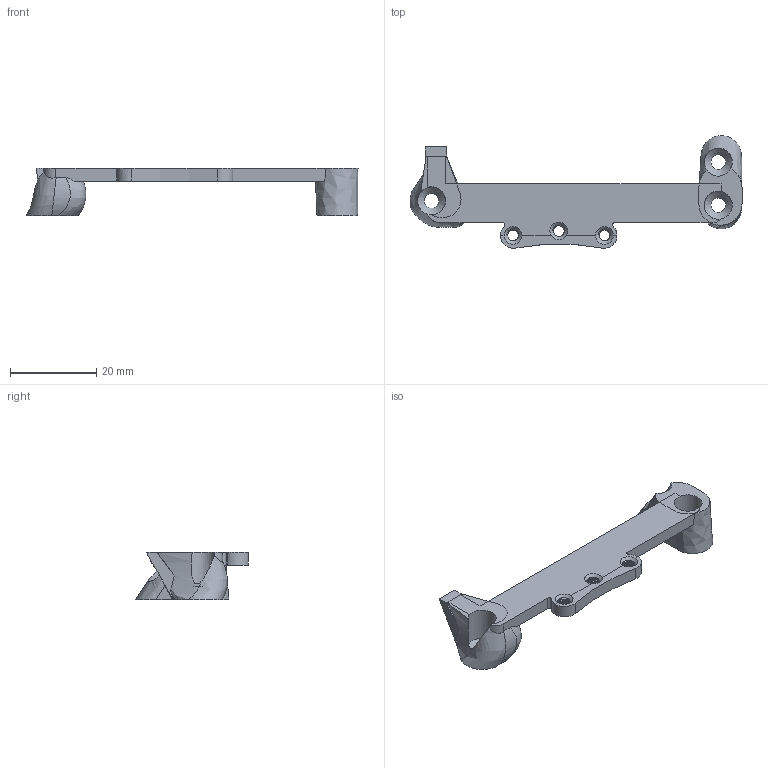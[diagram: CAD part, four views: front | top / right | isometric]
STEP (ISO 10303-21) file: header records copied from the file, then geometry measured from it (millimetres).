
FILE_DESCRIPTION(('FreeCAD Model'),'2;1');
FILE_NAME('Open CASCADE Shape Model','2023-05-13T10:05:44',(''),(''), 'Open CASCADE STEP processor 7.6','FreeCAD','Unknown');
FILE_SCHEMA(('AUTOMOTIVE_DESIGN { 1 0 10303 214 1 1 1 1 }'));
Length unit declared in the file: millimetre
Products named in the file (1): New_Rear damper mount001
Bounding box: 76.99 x 26.13 x 11 mm (x, y, z)
Volume: 4028.3 mm3; surface area: 3606.9 mm2
Topology: 1 solids, 1 shells, 137 faces, 353 edges, 212 vertices
Faces by surface type: bspline 68, cylinder 33, plane 30, cone 6
Full cylindrical faces by diameter (mm): 2.52 x12, 3.4 x3, 6.5 x3
Entity records: 23311 total; most frequent: CARTESIAN_POINT 17045, DIRECTION 878, ORIENTED_EDGE 706, PCURVE 706, DEFINITIONAL_REPRESENTATION 706, LINE 557, VECTOR 557, B_SPLINE_CURVE_WITH_KNOTS 362
